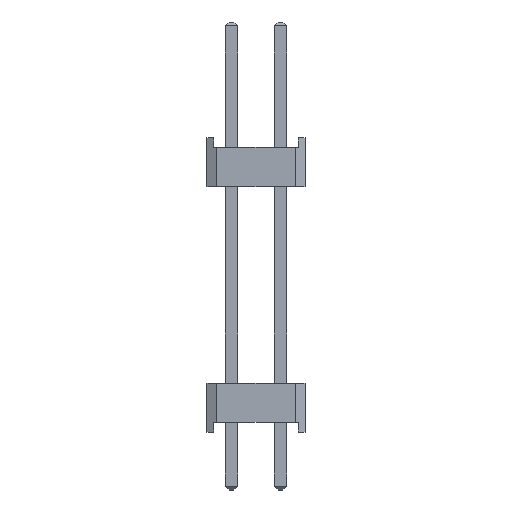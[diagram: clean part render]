
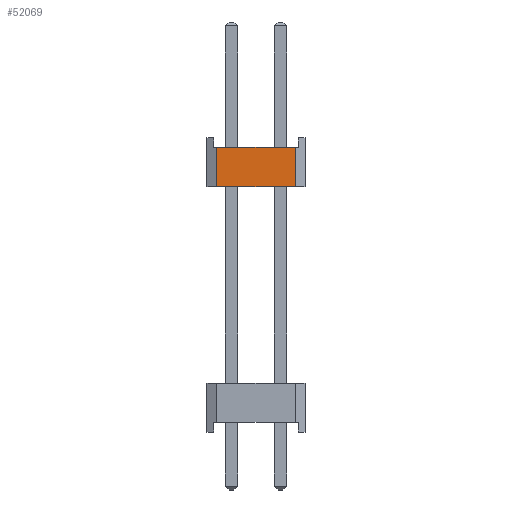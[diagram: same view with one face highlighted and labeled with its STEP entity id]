
A CAD part, front view. The second image highlights one B-rep face of the part: STEP entity #52069.
In plain terms, the highlighted face is planar.
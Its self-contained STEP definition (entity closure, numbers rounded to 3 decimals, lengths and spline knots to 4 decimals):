
#6512=ORIENTED_EDGE('',*,*,#14159,.T.);
#6513=ORIENTED_EDGE('',*,*,#14160,.F.);
#6514=ORIENTED_EDGE('',*,*,#14161,.F.);
#6515=ORIENTED_EDGE('',*,*,#14162,.F.);
#14159=EDGE_CURVE('',#18214,#18215,#22755,.T.);
#14160=EDGE_CURVE('',#18216,#18215,#22756,.T.);
#14161=EDGE_CURVE('',#18217,#18216,#22757,.T.);
#14162=EDGE_CURVE('',#18214,#18217,#22758,.T.);
#18214=VERTEX_POINT('',#71593);
#18215=VERTEX_POINT('',#71594);
#18216=VERTEX_POINT('',#71596);
#18217=VERTEX_POINT('',#71598);
#22755=LINE('',#71592,#28015);
#22756=LINE('',#71595,#28016);
#22757=LINE('',#71597,#28017);
#22758=LINE('',#71599,#28018);
#28015=VECTOR('',#61143,1000.);
#28016=VECTOR('',#61144,1000.);
#28017=VECTOR('',#61145,1000.);
#28018=VECTOR('',#61146,1000.);
#31123=EDGE_LOOP('',(#6512,#6513,#6514,#6515));
#33435=FACE_BOUND('',#31123,.T.);
#35619=PLANE('',#54132);
#52069=ADVANCED_FACE('',(#33435),#35619,.F.);
#54132=AXIS2_PLACEMENT_3D('',#71591,#61141,#61142);
#61141=DIRECTION('',(-1.,0.,0.));
#61142=DIRECTION('',(0.,0.,-1.));
#61143=DIRECTION('',(0.,-1.,0.));
#61144=DIRECTION('',(0.,0.,1.));
#61145=DIRECTION('',(0.,-1.,0.));
#61146=DIRECTION('',(0.,0.,-1.));
#71591=CARTESIAN_POINT('',(80.01,3.81,3.58));
#71592=CARTESIAN_POINT('',(80.01,3.47,5.62));
#71593=CARTESIAN_POINT('',(80.01,3.31,5.62));
#71594=CARTESIAN_POINT('',(80.01,-0.77,5.62));
#71595=CARTESIAN_POINT('',(80.01,-0.77,3.58));
#71596=CARTESIAN_POINT('',(80.01,-0.77,3.58));
#71597=CARTESIAN_POINT('',(80.01,3.81,3.58));
#71598=CARTESIAN_POINT('',(80.01,3.31,3.58));
#71599=CARTESIAN_POINT('',(80.01,3.31,3.58));
